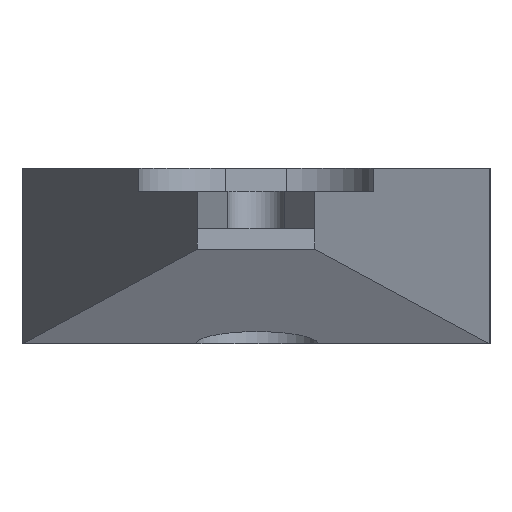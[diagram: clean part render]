
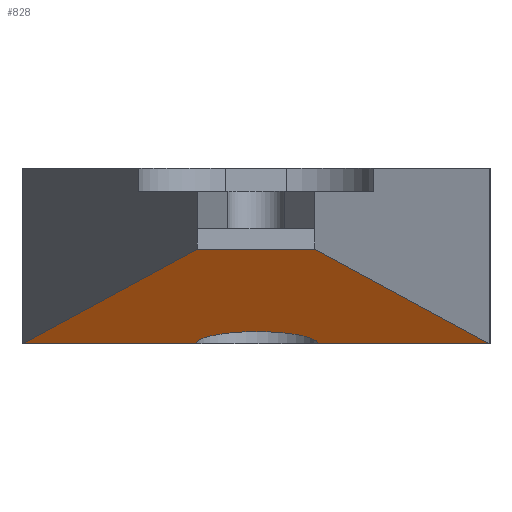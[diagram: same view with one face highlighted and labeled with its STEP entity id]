
A CAD part, left-side view. The second image highlights one B-rep face of the part: STEP entity #828.
In plain terms, the highlighted planar face has unit normal (-0.199, 0, -0.98).
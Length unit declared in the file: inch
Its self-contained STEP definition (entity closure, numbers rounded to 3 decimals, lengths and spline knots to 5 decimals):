
#609=CARTESIAN_POINT('',(0.51433,0.5,0.));
#610=VERTEX_POINT('',#609);
#640=CARTESIAN_POINT('',(0.51433,0.0,0.));
#641=VERTEX_POINT('',#640);
#642=CARTESIAN_POINT('',(0.51433,0.184,0.));
#643=VERTEX_POINT('',#642);
#644=CARTESIAN_POINT('',(0.51433,0.0,0.));
#645=DIRECTION('',(0.0,1.0,0.0));
#646=VECTOR('',#645,0.184);
#647=LINE('',#644,#646);
#648=EDGE_CURVE('',#641,#643,#647,.T.);
#650=CARTESIAN_POINT('',(0.51433,0.314,0.));
#651=VERTEX_POINT('',#650);
#659=CARTESIAN_POINT('',(0.51433,0.314,0.));
#660=DIRECTION('',(0.0,1.0,0.0));
#661=VECTOR('',#660,0.186);
#662=LINE('',#659,#661);
#663=EDGE_CURVE('',#651,#610,#662,.T.);
#790=CARTESIAN_POINT('',(0.51433,0.0,0.));
#791=DIRECTION('',(0.199,0.0,0.98));
#792=DIRECTION('',(0.98,0.0,-0.199));
#793=AXIS2_PLACEMENT_3D('',#790,#791,#792);
#794=PLANE('',#793);
#795=CARTESIAN_POINT('',(0.01433,0.18744,0.10141));
#796=VERTEX_POINT('',#795);
#797=CARTESIAN_POINT('',(0.01433,0.18744,0.10141));
#798=DIRECTION('',(0.92,-0.345,-0.187));
#799=VECTOR('',#798,0.54352);
#800=LINE('',#797,#799);
#801=EDGE_CURVE('',#796,#641,#800,.T.);
#802=ORIENTED_EDGE('',*,*,#801,.F.);
#803=CARTESIAN_POINT('',(0.01433,0.31256,0.10141));
#804=VERTEX_POINT('',#803);
#805=CARTESIAN_POINT('',(0.01433,0.31256,0.10141));
#806=DIRECTION('',(0.0,-1.0,0.0));
#807=VECTOR('',#806,0.12512);
#808=LINE('',#805,#807);
#809=EDGE_CURVE('',#804,#796,#808,.T.);
#810=ORIENTED_EDGE('',*,*,#809,.F.);
#811=CARTESIAN_POINT('',(0.51433,0.5,0.));
#812=DIRECTION('',(-0.92,-0.345,0.187));
#813=VECTOR('',#812,0.54352);
#814=LINE('',#811,#813);
#815=EDGE_CURVE('',#610,#804,#814,.T.);
#816=ORIENTED_EDGE('',*,*,#815,.F.);
#817=ORIENTED_EDGE('',*,*,#663,.F.);
#818=CARTESIAN_POINT('',(0.51433,0.249,0.));
#819=DIRECTION('',(-0.199,0.,-0.98));
#820=DIRECTION('',(0.98,0.,-0.199));
#821=AXIS2_PLACEMENT_3D('',#818,#819,#820);
#822=ELLIPSE('',#821,0.06632,0.065);
#823=EDGE_CURVE('',#643,#651,#822,.T.);
#824=ORIENTED_EDGE('',*,*,#823,.F.);
#825=ORIENTED_EDGE('',*,*,#648,.F.);
#826=EDGE_LOOP('',(#802,#810,#816,#817,#824,#825));
#827=FACE_OUTER_BOUND('',#826,.T.);
#828=ADVANCED_FACE('',(#827),#794,.F.);
